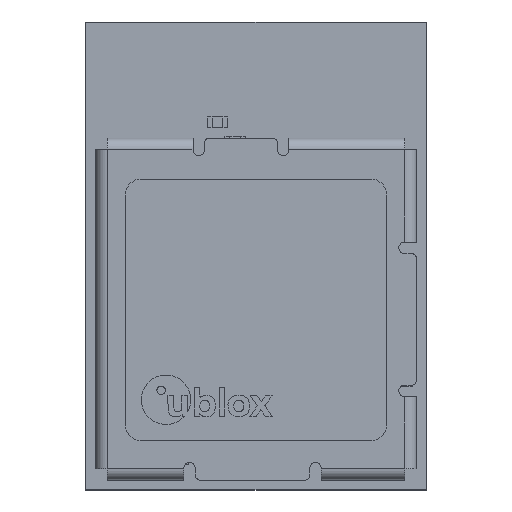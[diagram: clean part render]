
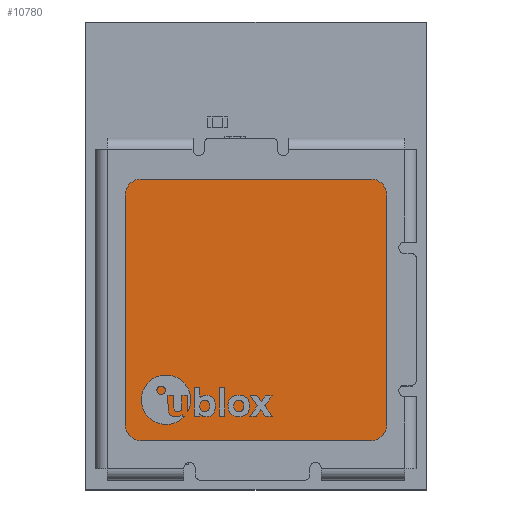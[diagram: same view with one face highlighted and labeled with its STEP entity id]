
A CAD part, top view. The second image highlights one B-rep face of the part: STEP entity #10780.
In plain terms, the highlighted planar face has unit normal (0, 0, 1).
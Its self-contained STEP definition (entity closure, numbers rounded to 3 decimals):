
#10624 = EDGE_CURVE('',#10625,#10627,#10629,.T.);
#10625 = VERTEX_POINT('',#10626);
#10626 = CARTESIAN_POINT('',(4.,-3.5,0.1));
#10627 = VERTEX_POINT('',#10628);
#10628 = CARTESIAN_POINT('',(4.,3.5,0.1));
#10629 = LINE('',#10630,#10631);
#10630 = CARTESIAN_POINT('',(4.,4.,0.1));
#10631 = VECTOR('',#10632,1.);
#10632 = DIRECTION('',(0.,1.,-0.));
#10675 = VERTEX_POINT('',#10676);
#10676 = CARTESIAN_POINT('',(-3.5,4.,0.1));
#10682 = EDGE_CURVE('',#10683,#10675,#10685,.T.);
#10683 = VERTEX_POINT('',#10684);
#10684 = CARTESIAN_POINT('',(3.5,4.,0.1));
#10685 = LINE('',#10686,#10687);
#10686 = CARTESIAN_POINT('',(-4.,4.,0.1));
#10687 = VECTOR('',#10688,1.);
#10688 = DIRECTION('',(-1.,-0.,-0.));
#10715 = VERTEX_POINT('',#10716);
#10716 = CARTESIAN_POINT('',(-4.,-3.5,0.1));
#10722 = EDGE_CURVE('',#10723,#10715,#10725,.T.);
#10723 = VERTEX_POINT('',#10724);
#10724 = CARTESIAN_POINT('',(-4.,3.5,0.1));
#10725 = LINE('',#10726,#10727);
#10726 = CARTESIAN_POINT('',(-4.,4.,0.1));
#10727 = VECTOR('',#10728,1.);
#10728 = DIRECTION('',(0.,-1.,0.));
#10744 = EDGE_CURVE('',#10745,#10747,#10749,.T.);
#10745 = VERTEX_POINT('',#10746);
#10746 = CARTESIAN_POINT('',(-3.5,-4.,0.1));
#10747 = VERTEX_POINT('',#10748);
#10748 = CARTESIAN_POINT('',(3.5,-4.,0.1));
#10749 = LINE('',#10750,#10751);
#10750 = CARTESIAN_POINT('',(-4.,-4.,0.1));
#10751 = VECTOR('',#10752,1.);
#10752 = DIRECTION('',(1.,0.,0.));
#10780 = ADVANCED_FACE('',(#10781),#10815,.T.);
#10781 = FACE_BOUND('',#10782,.T.);
#10782 = EDGE_LOOP('',(#10783,#10784,#10791,#10792,#10799,#10800,#10807,
    #10808));
#10783 = ORIENTED_EDGE('',*,*,#10722,.T.);
#10784 = ORIENTED_EDGE('',*,*,#10785,.T.);
#10785 = EDGE_CURVE('',#10715,#10745,#10786,.T.);
#10786 = CIRCLE('',#10787,0.5);
#10787 = AXIS2_PLACEMENT_3D('',#10788,#10789,#10790);
#10788 = CARTESIAN_POINT('',(-3.5,-3.5,0.1));
#10789 = DIRECTION('',(-0.,0.,1.));
#10790 = DIRECTION('',(1.,0.,0.));
#10791 = ORIENTED_EDGE('',*,*,#10744,.T.);
#10792 = ORIENTED_EDGE('',*,*,#10793,.T.);
#10793 = EDGE_CURVE('',#10747,#10625,#10794,.T.);
#10794 = CIRCLE('',#10795,0.5);
#10795 = AXIS2_PLACEMENT_3D('',#10796,#10797,#10798);
#10796 = CARTESIAN_POINT('',(3.5,-3.5,0.1));
#10797 = DIRECTION('',(-0.,0.,1.));
#10798 = DIRECTION('',(1.,0.,0.));
#10799 = ORIENTED_EDGE('',*,*,#10624,.T.);
#10800 = ORIENTED_EDGE('',*,*,#10801,.T.);
#10801 = EDGE_CURVE('',#10627,#10683,#10802,.T.);
#10802 = CIRCLE('',#10803,0.5);
#10803 = AXIS2_PLACEMENT_3D('',#10804,#10805,#10806);
#10804 = CARTESIAN_POINT('',(3.5,3.5,0.1));
#10805 = DIRECTION('',(-0.,0.,1.));
#10806 = DIRECTION('',(1.,0.,0.));
#10807 = ORIENTED_EDGE('',*,*,#10682,.T.);
#10808 = ORIENTED_EDGE('',*,*,#10809,.T.);
#10809 = EDGE_CURVE('',#10675,#10723,#10810,.T.);
#10810 = CIRCLE('',#10811,0.5);
#10811 = AXIS2_PLACEMENT_3D('',#10812,#10813,#10814);
#10812 = CARTESIAN_POINT('',(-3.5,3.5,0.1));
#10813 = DIRECTION('',(-0.,0.,1.));
#10814 = DIRECTION('',(1.,0.,0.));
#10815 = PLANE('',#10816);
#10816 = AXIS2_PLACEMENT_3D('',#10817,#10818,#10819);
#10817 = CARTESIAN_POINT('',(0.,0.,0.1));
#10818 = DIRECTION('',(-0.,0.,1.));
#10819 = DIRECTION('',(1.,0.,0.));
